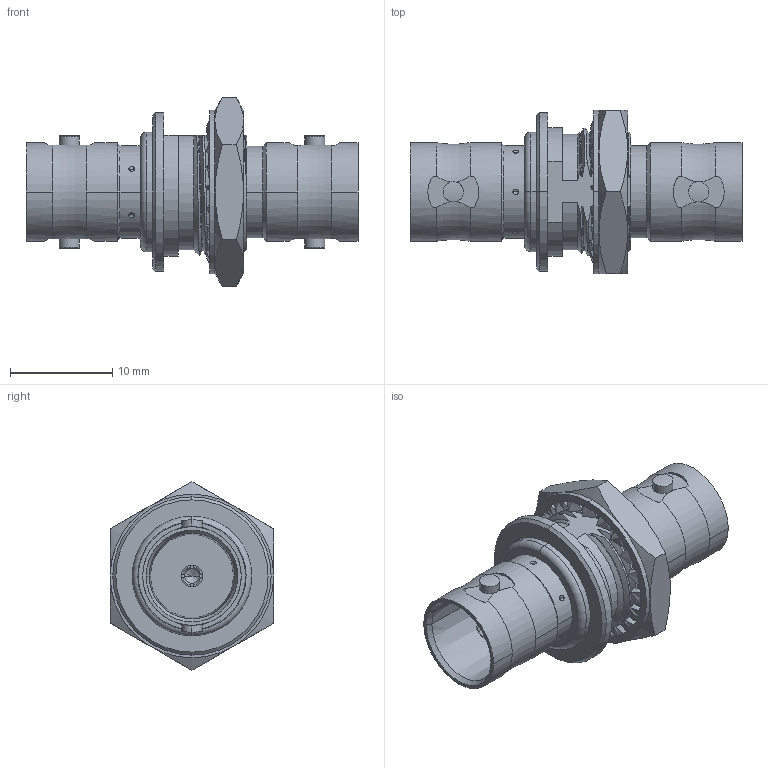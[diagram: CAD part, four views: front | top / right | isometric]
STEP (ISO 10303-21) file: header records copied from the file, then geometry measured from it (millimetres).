
FILE_DESCRIPTION((''),'2;1');
FILE_NAME('B7771B1-ND3G-75_SW0001','2020-08-25T12:00:40',('Krishnaprasath'),(''),'CREO PARAMETRIC BY PTC INC, 2019444','CREO PARAMETRIC BY PTC INC, 2019444','');
FILE_SCHEMA(('CONFIG_CONTROL_DESIGN'));
Length unit declared in the file: millimetre
Products named in the file (1): B7771B1-ND3G-75_SW0001
Bounding box: 32.5 x 16 x 18.48 mm (x, y, z)
Volume: 2207.1 mm3; surface area: 2576.2 mm2
Topology: 1 solids, 1 shells, 422 faces, 1302 edges, 850 vertices
Faces by surface type: bspline 129, plane 122, cylinder 95, cone 56, sphere 12, torus 8
Entity records: 20997 total; most frequent: CARTESIAN_POINT 10542, ORIENTED_EDGE 2572, DIRECTION 1627, EDGE_CURVE 1286, VERTEX_POINT 850, AXIS2_PLACEMENT_3D 571, B_SPLINE_CURVE_WITH_KNOTS 523, VECTOR 485
